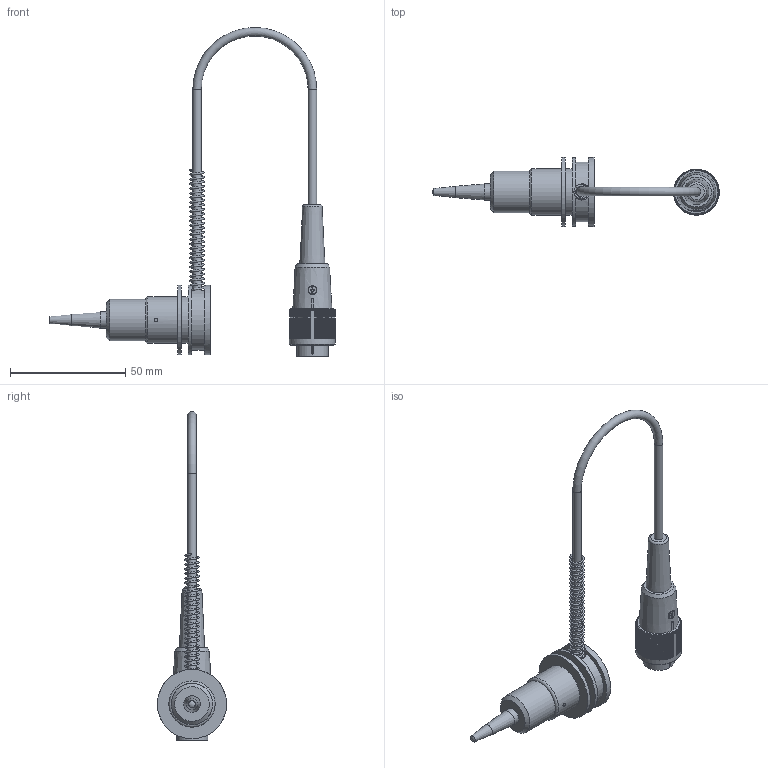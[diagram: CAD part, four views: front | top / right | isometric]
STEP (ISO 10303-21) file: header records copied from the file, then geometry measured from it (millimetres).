
FILE_DESCRIPTION(/* description */ (''),/* implementation_level */ '2;1');
FILE_NAME(/* name */ '1610 5025_XS3T-25_70L10.stp',/* time_stamp */ '2024-04-03T13:56:36+02:00',/* author */ ('kuttig'),/* organization */ (''),/* preprocessor_version */ 'ST-DEVELOPER v16.13',/* originating_system */ 'Autodesk Inventor 2018',/* authorisation */ '');
FILE_SCHEMA (('AUTOMOTIVE_DESIGN { 1 0 10303 214 3 1 1 }'));
Length unit declared in the file: millimetre
Products named in the file (1): 1610 5025_XS3T-25_70L10_Shrinkwrap_1
Bounding box: 124.29 x 30 x 142.65 mm (x, y, z)
Volume: 25753.7 mm3; surface area: 19010.6 mm2
Topology: 6 solids, 6 shells, 399 faces, 1090 edges, 714 vertices
Faces by surface type: plane 321, cylinder 41, cone 18, torus 7, bspline 7, sphere 5
Full cylindrical faces by diameter (mm): 1 x1, 1.49 x3, 1.5 x2, 2.459 x1, 3.7 x3, 7 x2, 7.2 x1, 8.917 x1, 10 x1, 10.2 x1, 13.6 x1, 13.9 x1, 17.1 x1, 18 x2, 19.9 x1, 20 x2, 30 x3
Entity records: 17263 total; most frequent: CARTESIAN_POINT 6798, DIRECTION 2135, ORIENTED_EDGE 2020, EDGE_CURVE 1010, AXIS2_PLACEMENT_3D 757, VERTEX_POINT 689, LINE 621, VECTOR 621
